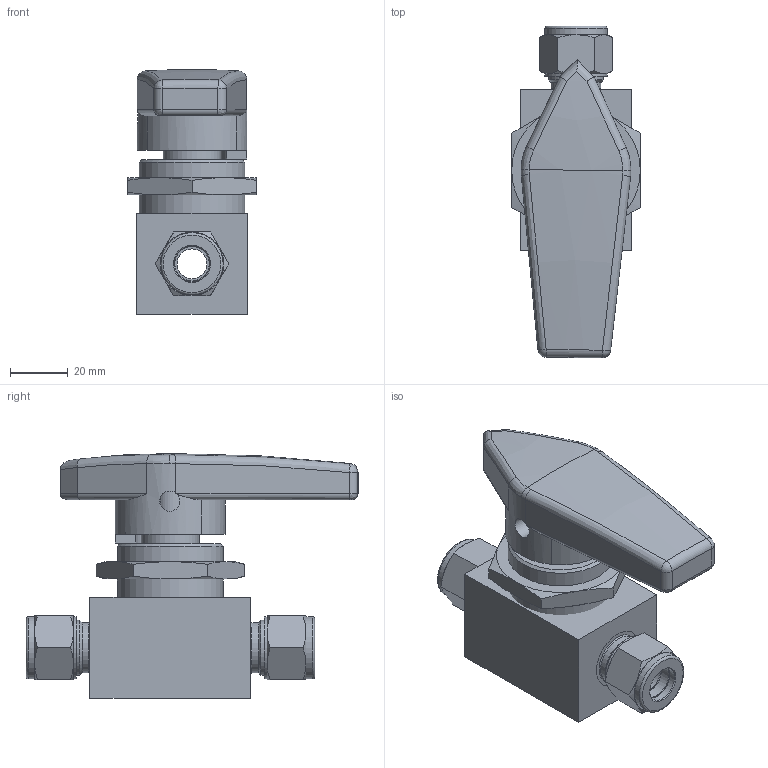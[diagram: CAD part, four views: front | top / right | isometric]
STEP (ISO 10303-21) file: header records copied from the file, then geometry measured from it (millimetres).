
FILE_DESCRIPTION(('FreeCAD Model'),'2;1');
FILE_NAME('Open CASCADE Shape Model','2025-11-13T15:12:47',('Author'),( ''),'Open CASCADE STEP processor 7.8','FreeCAD','Unknown');
FILE_SCHEMA(('AUTOMOTIVE_DESIGN { 1 0 10303 214 1 1 1 1 }'));
Length unit declared in the file: millimetre
Products named in the file (6): BVN1-2D-D-12M-S; BVN1-2D-D-12M-S001; BV-HD4001; BVN1-2D-D-12M-S002; COMPOUND; COMPOUND001
Assembly tree (5 placements, depth 3):
  BVN1-2D-D-12M-S
    BVN1-2D-D-12M-S001
      BV-HD4001
    BVN1-2D-D-12M-S002
      COMPOUND
      COMPOUND001
Bounding box: 44.45 x 114.75 x 84.64 mm (x, y, z)
Volume: 171391.4 mm3; surface area: 48714 mm2
Topology: 5 solids, 5 shells, 273 faces, 1218 edges, 2706 vertices
Faces by surface type: plane 94, cone 62, cylinder 56, bspline 39, torus 18, sphere 4
Full cylindrical faces by diameter (mm): 7 x1, 10.3 x5, 10.4 x4, 10.7 x1, 12 x2, 12.13 x2, 12.15 x2, 12.18 x4, 16.262 x1, 17.28 x2, 19.05 x2, 20 x1, 20.739 x1, 21.5 x4, 24 x1, 36.513 x2
Entity records: 16918 total; most frequent: CARTESIAN_POINT 6456, DIRECTION 1949, ORIENTED_EDGE 1130, AXIS2_PLACEMENT_3D 798, GEOMETRIC_CURVE_SET 649, TRIMMED_CURVE 647, EDGE_CURVE 565, CIRCLE 554
